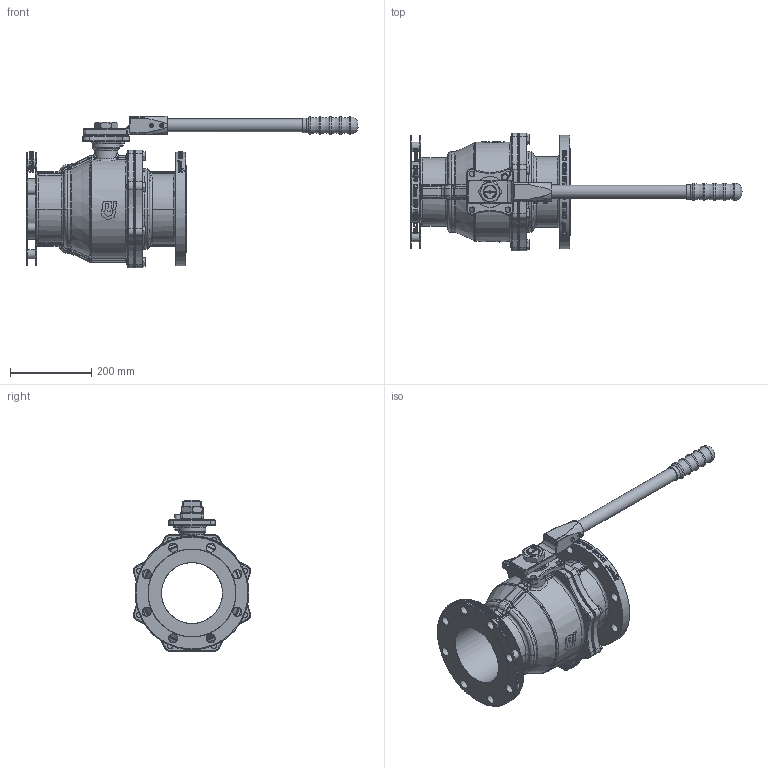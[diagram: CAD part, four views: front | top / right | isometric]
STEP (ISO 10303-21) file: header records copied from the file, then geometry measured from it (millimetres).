
FILE_DESCRIPTION(('HOOPS Exchange Step'),'2;1');
FILE_NAME('FK0601_DN150.stp','2025-08-04T13:43:25+02:00',('nieru'),('Unknown organisation'),'HOOPS Exchange 2024.2','HOOPS Exchange','Unknown authorisation');
FILE_SCHEMA( ('AP203_CONFIGURATION_CONTROLLED_3D_DESIGN_OF_MECHANICAL_PARTS_AND_ASSEMBLIES_MIM_LF') );
Length unit declared in the file: millimetre
Products named in the file (2): 0; root
Assembly tree (1 placements, depth 2):
  root
    0
Bounding box: 816.59 x 288.53 x 372.27 mm (x, y, z)
Surface area: 857881.5 mm2 (no closed solid volume)
Topology: 0 solids, 2082 shells, 2210 faces, 10893 edges, 10628 vertices
Faces by surface type: bspline 900, plane 648, cylinder 435, torus 130, cone 89, sphere 8
Full cylindrical faces by diameter (mm): 5 x1, 10 x2, 12 x2, 14 x20, 15 x8, 18 x1, 19.37 x8, 22.2 x16, 32 x1, 36 x1, 56 x2, 58 x3, 68 x1, 76 x1, 150 x1, 197 x1, 216 x2, 260 x1, 279.4 x1
Entity records: 233919 total; most frequent: CARTESIAN_POINT 163536, ORIENTED_EDGE 11103, EDGE_CURVE 10863, VERTEX_POINT 10629, DIRECTION 7248, B_SPLINE_CURVE_WITH_KNOTS 6543, VECTOR 2556, LINE 2556
